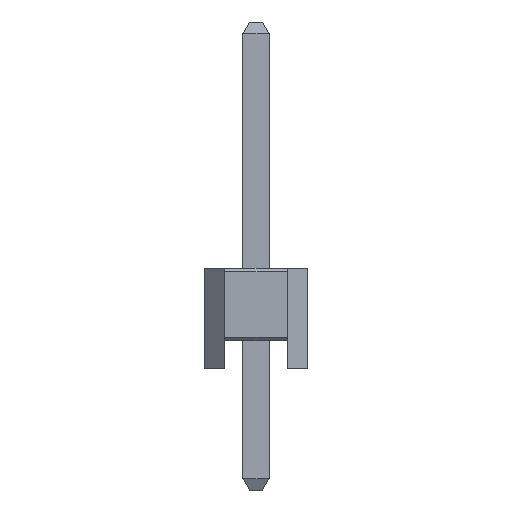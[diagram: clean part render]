
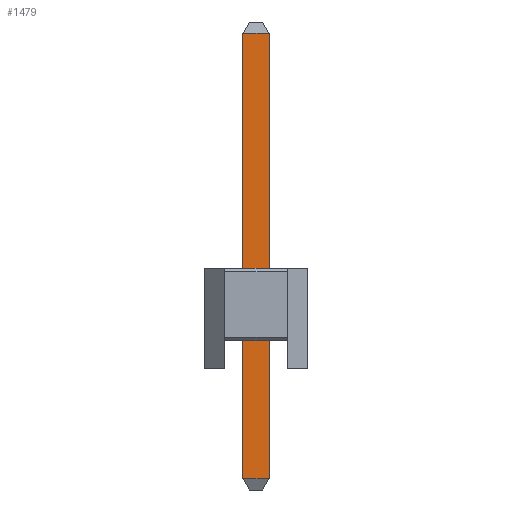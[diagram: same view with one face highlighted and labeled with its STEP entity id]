
A CAD part, left-side view. The second image highlights one B-rep face of the part: STEP entity #1479.
In plain terms, the highlighted planar face has unit normal (-1, 0, 0).
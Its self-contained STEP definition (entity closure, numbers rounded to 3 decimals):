
#1479=ADVANCED_FACE('',(#3521),#3523,.T.);
#3521=FACE_BOUND('',#3522,.T.);
#3522=EDGE_LOOP('',(#4986,#4987,#4988,#4989));
#3523=PLANE('',#3524);
#3524=AXIS2_PLACEMENT_3D('',#3525,#3526,#3527);
#3525=CARTESIAN_POINT('',(-0.325,0.325,-3.));
#3526=DIRECTION('',(-1.,0.,0.));
#3527=DIRECTION('',(0.,-1.,0.));
#4986=ORIENTED_EDGE('',*,*,#5776,.F.);
#4987=ORIENTED_EDGE('',*,*,#5775,.F.);
#4988=ORIENTED_EDGE('',*,*,#5777,.T.);
#4989=ORIENTED_EDGE('',*,*,#5778,.T.);
#5775=EDGE_CURVE('',#6539,#6535,#6541,.T.);
#5776=EDGE_CURVE('',#6535,#6542,#6543,.T.);
#5777=EDGE_CURVE('',#6539,#6544,#6545,.T.);
#5778=EDGE_CURVE('',#6544,#6542,#6546,.T.);
#6535=VERTEX_POINT('',#8109);
#6539=VERTEX_POINT('',#8117);
#6541=LINE('',#8121,#8122);
#6542=VERTEX_POINT('',#8124);
#6543=LINE('',#8125,#8126);
#6544=VERTEX_POINT('',#8128);
#6545=LINE('',#8129,#8130);
#6546=LINE('',#8132,#8133);
#8109=CARTESIAN_POINT('',(-0.325,0.325,8.319));
#8117=CARTESIAN_POINT('',(-0.325,0.325,-2.719));
#8121=CARTESIAN_POINT('',(-0.325,0.325,-2.719));
#8122=VECTOR('',#8123,1.);
#8123=DIRECTION('',(0.,0.,1.));
#8124=CARTESIAN_POINT('',(-0.325,-0.325,8.319));
#8125=CARTESIAN_POINT('',(-0.325,0.325,8.319));
#8126=VECTOR('',#8127,1.);
#8127=DIRECTION('',(0.,-1.,0.));
#8128=CARTESIAN_POINT('',(-0.325,-0.325,-2.719));
#8129=CARTESIAN_POINT('',(-0.325,0.325,-2.719));
#8130=VECTOR('',#8131,1.);
#8131=DIRECTION('',(0.,-1.,0.));
#8132=CARTESIAN_POINT('',(-0.325,-0.325,-2.719));
#8133=VECTOR('',#8134,1.);
#8134=DIRECTION('',(0.,0.,1.));
